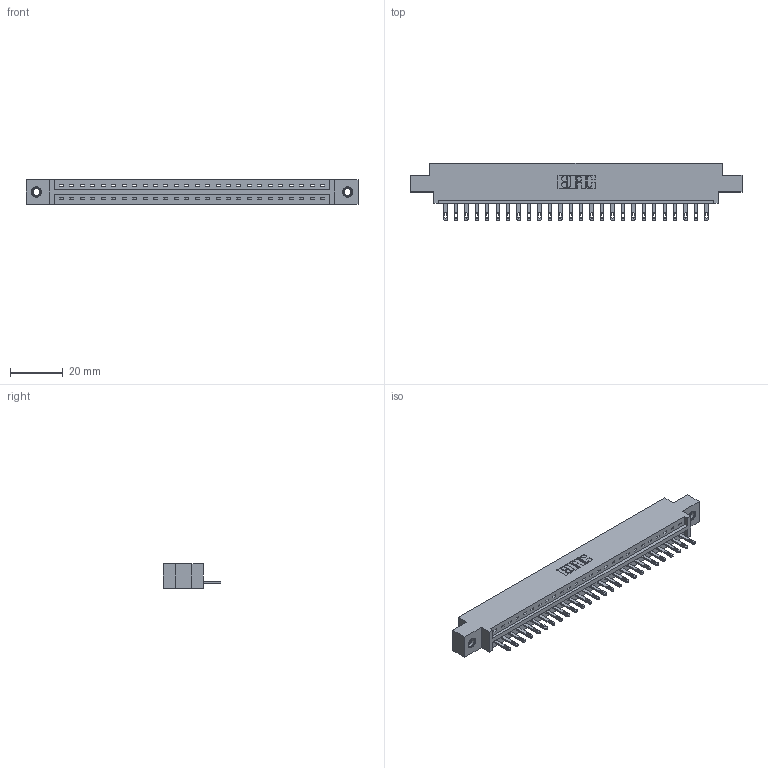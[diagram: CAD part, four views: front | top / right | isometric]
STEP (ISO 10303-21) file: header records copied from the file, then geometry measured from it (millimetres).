
FILE_DESCRIPTION (( 'STEP AP203' ), '1' );
FILE_NAME ('337-026-500-607.STEP', '2019-09-30T18:13:03', ( '' ), ( '' ), 'SwSTEP 2.0', 'SolidWorks 2016', '' );
FILE_SCHEMA (( 'CONFIG_CONTROL_DESIGN' ));
Length unit declared in the file: inch
Products named in the file (4): 345-250-001_345-250-005-103; 337-026-500-607; 337 Part_0.170 Offset - 0.156 Dia-TI; 345-292-001_345-293-100
Assembly tree (29 placements, depth 2):
  337-026-500-607
    337 Part_0.170 Offset - 0.156 Dia-TI
    345-292-001_345-293-100  x26
    345-250-001_345-250-005-103  x2
Bounding box: 126.03 x 21.85 x 9.4 mm (x, y, z)
Volume: 12784.1 mm3; surface area: 13319.8 mm2
Topology: 29 solids, 29 shells, 1686 faces, 5139 edges, 3418 vertices
Faces by surface type: plane 1146, cylinder 524, cone 12, torus 4
Entity records: 22644 total; most frequent: CARTESIAN_POINT 3923, ORIENTED_EDGE 3878, DIRECTION 3369, EDGE_CURVE 1939, LINE 1787, VECTOR 1787, VERTEX_POINT 1288, AXIS2_PLACEMENT_3D 791
